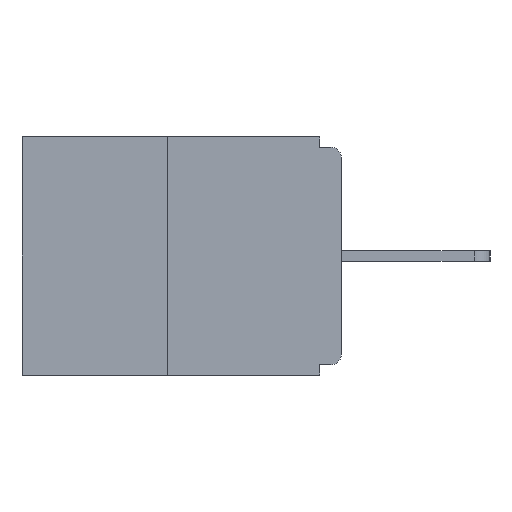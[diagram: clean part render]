
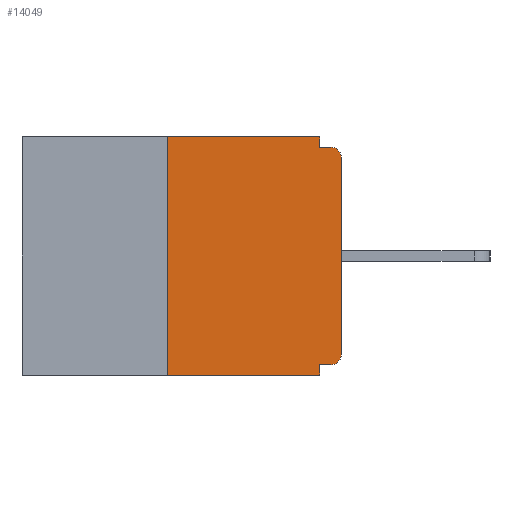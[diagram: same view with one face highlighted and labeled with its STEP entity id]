
A CAD part, left-side view. The second image highlights one B-rep face of the part: STEP entity #14049.
In plain terms, the highlighted planar face has unit normal (-1, 0, 0).
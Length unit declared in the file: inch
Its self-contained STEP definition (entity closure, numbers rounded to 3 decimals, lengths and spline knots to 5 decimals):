
#35 = ORIENTED_EDGE ( 'NONE', *, *, #15739, .F. ) ;
#367 = VERTEX_POINT ( 'NONE', #15690 ) ;
#526 = DIRECTION ( 'NONE',  ( 0., 0., -1. ) ) ;
#571 = EDGE_CURVE ( 'NONE', #7567, #4713, #6327, .T. ) ;
#737 = VERTEX_POINT ( 'NONE', #2098 ) ;
#912 = LINE ( 'NONE', #4419, #13842 ) ;
#1127 = AXIS2_PLACEMENT_3D ( 'NONE', #6990, #8318, #3324 ) ;
#1733 = VERTEX_POINT ( 'NONE', #8405 ) ;
#1937 = LINE ( 'NONE', #13984, #11548 ) ;
#2098 = CARTESIAN_POINT ( 'NONE',  ( 0., 0.031, -0.015 ) ) ;
#2106 = VERTEX_POINT ( 'NONE', #2257 ) ;
#2257 = CARTESIAN_POINT ( 'NONE',  ( 0., 0.031, 0. ) ) ;
#2315 = VECTOR ( 'NONE', #13203, 39.37008 ) ;
#2695 = EDGE_CURVE ( 'NONE', #12489, #367, #1937, .T. ) ;
#2788 = ORIENTED_EDGE ( 'NONE', *, *, #2695, .F. ) ;
#2830 = CARTESIAN_POINT ( 'NONE',  ( 0., 0.015, -0.03 ) ) ;
#2875 = CARTESIAN_POINT ( 'NONE',  ( 0., 0., -0.015 ) ) ;
#2952 = EDGE_CURVE ( 'NONE', #1733, #8378, #10146, .T. ) ;
#2961 = EDGE_CURVE ( 'NONE', #8398, #12489, #912, .T. ) ;
#3324 = DIRECTION ( 'NONE',  ( 0., 0., -1. ) ) ;
#3541 = ORIENTED_EDGE ( 'NONE', *, *, #4786, .T. ) ;
#3623 = LINE ( 'NONE', #13870, #9901 ) ;
#4079 = CARTESIAN_POINT ( 'NONE',  ( 0., 0., 0. ) ) ;
#4122 = VECTOR ( 'NONE', #9083, 39.37008 ) ;
#4239 = DIRECTION ( 'NONE',  ( 0., -1., 0. ) ) ;
#4419 = CARTESIAN_POINT ( 'NONE',  ( 0., 0., -0.328 ) ) ;
#4595 = EDGE_CURVE ( 'NONE', #8398, #7567, #7923, .T. ) ;
#4713 = VERTEX_POINT ( 'NONE', #7271 ) ;
#4786 = EDGE_CURVE ( 'NONE', #1733, #367, #3623, .T. ) ;
#5007 = EDGE_CURVE ( 'NONE', #4713, #15414, #7912, .T. ) ;
#5540 = DIRECTION ( 'NONE',  ( -1., 0., 0. ) ) ;
#5639 = DIRECTION ( 'NONE',  ( 0., 0., -1. ) ) ;
#6327 = LINE ( 'NONE', #4079, #12587 ) ;
#6990 = CARTESIAN_POINT ( 'NONE',  ( 0., 0.015, -0.313 ) ) ;
#7151 = CARTESIAN_POINT ( 'NONE',  ( 0., 0., -0.313 ) ) ;
#7271 = CARTESIAN_POINT ( 'NONE',  ( 0., 0., -0.03 ) ) ;
#7404 = LINE ( 'NONE', #10669, #2315 ) ;
#7567 = VERTEX_POINT ( 'NONE', #7151 ) ;
#7912 = CIRCLE ( 'NONE', #10175, 0.015 ) ;
#7923 = CIRCLE ( 'NONE', #1127, 0.015 ) ;
#7968 = CARTESIAN_POINT ( 'NONE',  ( 0., 0.46, 0. ) ) ;
#8079 = EDGE_CURVE ( 'NONE', #737, #15414, #14285, .T. ) ;
#8318 = DIRECTION ( 'NONE',  ( -1., 0., 0. ) ) ;
#8378 = VERTEX_POINT ( 'NONE', #13487 ) ;
#8398 = VERTEX_POINT ( 'NONE', #12347 ) ;
#8405 = CARTESIAN_POINT ( 'NONE',  ( 0., 0.25, -0.343 ) ) ;
#8781 = ORIENTED_EDGE ( 'NONE', *, *, #5007, .T. ) ;
#9056 = CARTESIAN_POINT ( 'NONE',  ( 0., 0.015, -0.015 ) ) ;
#9083 = DIRECTION ( 'NONE',  ( 0., -1., 0. ) ) ;
#9400 = AXIS2_PLACEMENT_3D ( 'NONE', #14404, #11866, #526 ) ;
#9456 = ORIENTED_EDGE ( 'NONE', *, *, #4595, .T. ) ;
#9472 = PLANE ( 'NONE',  #9400 ) ;
#9615 = CARTESIAN_POINT ( 'NONE',  ( 0., 0.25, 0. ) ) ;
#9797 = LINE ( 'NONE', #7968, #16044 ) ;
#9901 = VECTOR ( 'NONE', #10031, 39.37008 ) ;
#10031 = DIRECTION ( 'NONE',  ( 0., -1., 0. ) ) ;
#10146 = LINE ( 'NONE', #9615, #11502 ) ;
#10175 = AXIS2_PLACEMENT_3D ( 'NONE', #2830, #5540, #5639 ) ;
#10669 = CARTESIAN_POINT ( 'NONE',  ( 0., 0.031, 0. ) ) ;
#10815 = ORIENTED_EDGE ( 'NONE', *, *, #2961, .F. ) ;
#10838 = DIRECTION ( 'NONE',  ( 0., 1., 0. ) ) ;
#11502 = VECTOR ( 'NONE', #15688, 39.37008 ) ;
#11548 = VECTOR ( 'NONE', #15197, 39.37008 ) ;
#11866 = DIRECTION ( 'NONE',  ( 1., 0., 0. ) ) ;
#12347 = CARTESIAN_POINT ( 'NONE',  ( 0., 0.015, -0.328 ) ) ;
#12489 = VERTEX_POINT ( 'NONE', #15685 ) ;
#12587 = VECTOR ( 'NONE', #15528, 39.37008 ) ;
#12978 = ORIENTED_EDGE ( 'NONE', *, *, #13479, .F. ) ;
#13203 = DIRECTION ( 'NONE',  ( 0., 0., -1. ) ) ;
#13479 = EDGE_CURVE ( 'NONE', #2106, #737, #7404, .T. ) ;
#13487 = CARTESIAN_POINT ( 'NONE',  ( 0., 0.25, 0. ) ) ;
#13672 = FACE_OUTER_BOUND ( 'NONE', #14428, .T. ) ;
#13842 = VECTOR ( 'NONE', #10838, 39.37008 ) ;
#13870 = CARTESIAN_POINT ( 'NONE',  ( 0., 0.46, -0.343 ) ) ;
#13984 = CARTESIAN_POINT ( 'NONE',  ( 0., 0.031, -0.343 ) ) ;
#14049 = ADVANCED_FACE ( 'NONE', ( #13672 ), #9472, .F. ) ;
#14285 = LINE ( 'NONE', #2875, #4122 ) ;
#14404 = CARTESIAN_POINT ( 'NONE',  ( 0., 0.46, 0. ) ) ;
#14428 = EDGE_LOOP ( 'NONE', ( #35, #14437, #3541, #2788, #10815, #9456, #15493, #8781, #14737, #12978 ) ) ;
#14437 = ORIENTED_EDGE ( 'NONE', *, *, #2952, .F. ) ;
#14737 = ORIENTED_EDGE ( 'NONE', *, *, #8079, .F. ) ;
#15197 = DIRECTION ( 'NONE',  ( 0., 0., -1. ) ) ;
#15414 = VERTEX_POINT ( 'NONE', #9056 ) ;
#15493 = ORIENTED_EDGE ( 'NONE', *, *, #571, .T. ) ;
#15528 = DIRECTION ( 'NONE',  ( 0., 0., 1. ) ) ;
#15685 = CARTESIAN_POINT ( 'NONE',  ( 0., 0.031, -0.328 ) ) ;
#15688 = DIRECTION ( 'NONE',  ( 0., 0., 1. ) ) ;
#15690 = CARTESIAN_POINT ( 'NONE',  ( 0., 0.031, -0.343 ) ) ;
#15739 = EDGE_CURVE ( 'NONE', #8378, #2106, #9797, .T. ) ;
#16044 = VECTOR ( 'NONE', #4239, 39.37008 ) ;
